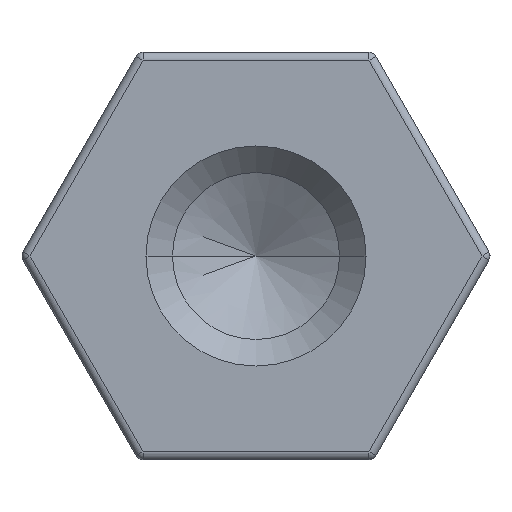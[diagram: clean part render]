
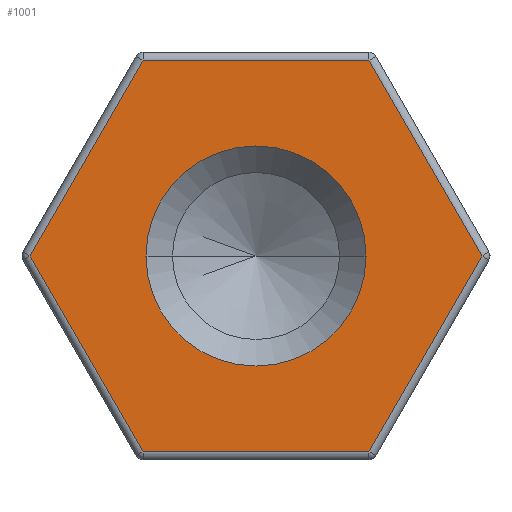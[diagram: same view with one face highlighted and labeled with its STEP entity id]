
A CAD part, left-side view. The second image highlights one B-rep face of the part: STEP entity #1001.
In plain terms, the highlighted planar face has unit normal (-1, 0, 0).
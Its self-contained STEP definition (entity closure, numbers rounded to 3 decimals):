
#1 = CARTESIAN_POINT ( 'NONE',  ( 0., 0., 2.4 ) ) ;
#4 = LINE ( 'NONE', #1311, #1193 ) ;
#15 = ORIENTED_EDGE ( 'NONE', *, *, #268, .T. ) ;
#27 = CARTESIAN_POINT ( 'NONE',  ( 0., 1.386, 2.4 ) ) ;
#43 = AXIS2_PLACEMENT_3D ( 'NONE', #1298, #1294, #1278 ) ;
#56 = VERTEX_POINT ( 'NONE', #959 ) ;
#62 = PLANE ( 'NONE',  #1192 ) ;
#72 = VECTOR ( 'NONE', #273, 1000. ) ;
#80 = EDGE_CURVE ( 'NONE', #56, #1236, #1344, .T. ) ;
#92 = CARTESIAN_POINT ( 'NONE',  ( 0., 1.35, 0. ) ) ;
#98 = EDGE_CURVE ( 'NONE', #306, #1375, #1023, .T. ) ;
#101 = EDGE_CURVE ( 'NONE', #1236, #56, #1286, .T. ) ;
#104 = EDGE_CURVE ( 'NONE', #1375, #141, #427, .T. ) ;
#141 = VERTEX_POINT ( 'NONE', #27 ) ;
#160 = ORIENTED_EDGE ( 'NONE', *, *, #264, .T. ) ;
#170 = AXIS2_PLACEMENT_3D ( 'NONE', #771, #769, #710 ) ;
#179 = FACE_OUTER_BOUND ( 'NONE', #537, .T. ) ;
#188 = DIRECTION ( 'NONE',  ( 1., 0., 0. ) ) ;
#198 = EDGE_LOOP ( 'NONE', ( #346, #1433 ) ) ;
#256 = EDGE_CURVE ( 'NONE', #350, #1290, #932, .T. ) ;
#264 = EDGE_CURVE ( 'NONE', #1290, #306, #4, .T. ) ;
#268 = EDGE_CURVE ( 'NONE', #141, #761, #1417, .T. ) ;
#273 = DIRECTION ( 'NONE',  ( 0., 1., 0. ) ) ;
#274 = EDGE_CURVE ( 'NONE', #761, #350, #894, .T. ) ;
#306 = VERTEX_POINT ( 'NONE', #893 ) ;
#314 = VECTOR ( 'NONE', #1084, 1000. ) ;
#346 = ORIENTED_EDGE ( 'NONE', *, *, #101, .T. ) ;
#350 = VERTEX_POINT ( 'NONE', #374 ) ;
#362 = CARTESIAN_POINT ( 'NONE',  ( 0., 0., 0. ) ) ;
#374 = CARTESIAN_POINT ( 'NONE',  ( 0., 1.386, -2.4 ) ) ;
#427 = LINE ( 'NONE', #1, #72 ) ;
#509 = ORIENTED_EDGE ( 'NONE', *, *, #256, .T. ) ;
#514 = CARTESIAN_POINT ( 'NONE',  ( 0., 2.771, 0. ) ) ;
#537 = EDGE_LOOP ( 'NONE', ( #1337, #1083, #15, #1222, #509, #160 ) ) ;
#598 = CARTESIAN_POINT ( 'NONE',  ( 0., -1.386, 2.4 ) ) ;
#599 = VECTOR ( 'NONE', #1071, 1000. ) ;
#710 = DIRECTION ( 'NONE',  ( 0., 1., 0. ) ) ;
#715 = VECTOR ( 'NONE', #1390, 1000. ) ;
#761 = VERTEX_POINT ( 'NONE', #514 ) ;
#769 = DIRECTION ( 'NONE',  ( 1., 0., 0. ) ) ;
#770 = FACE_BOUND ( 'NONE', #198, .T. ) ;
#771 = CARTESIAN_POINT ( 'NONE',  ( 0., 0., 0. ) ) ;
#893 = CARTESIAN_POINT ( 'NONE',  ( 0., -2.771, 0. ) ) ;
#894 = LINE ( 'NONE', #1031, #1386 ) ;
#932 = LINE ( 'NONE', #1400, #314 ) ;
#959 = CARTESIAN_POINT ( 'NONE',  ( 0., -1.35, 0. ) ) ;
#1001 = ADVANCED_FACE ( 'NONE', ( #179, #770 ), #62, .F. ) ;
#1002 = DIRECTION ( 'NONE',  ( 0., -0.5, -0.866 ) ) ;
#1023 = LINE ( 'NONE', #1327, #715 ) ;
#1031 = CARTESIAN_POINT ( 'NONE',  ( 0., 2.078, -1.2 ) ) ;
#1051 = CARTESIAN_POINT ( 'NONE',  ( 0., -1.386, -2.4 ) ) ;
#1071 = DIRECTION ( 'NONE',  ( 0., 0.5, -0.866 ) ) ;
#1083 = ORIENTED_EDGE ( 'NONE', *, *, #104, .T. ) ;
#1084 = DIRECTION ( 'NONE',  ( 0., -1., 0. ) ) ;
#1094 = CARTESIAN_POINT ( 'NONE',  ( 0., 2.078, 1.2 ) ) ;
#1192 = AXIS2_PLACEMENT_3D ( 'NONE', #362, #188, #1380 ) ;
#1193 = VECTOR ( 'NONE', #1271, 1000. ) ;
#1222 = ORIENTED_EDGE ( 'NONE', *, *, #274, .T. ) ;
#1236 = VERTEX_POINT ( 'NONE', #92 ) ;
#1271 = DIRECTION ( 'NONE',  ( 0., -0.5, 0.866 ) ) ;
#1278 = DIRECTION ( 'NONE',  ( 0., 1., 0. ) ) ;
#1286 = CIRCLE ( 'NONE', #43, 1.35 ) ;
#1290 = VERTEX_POINT ( 'NONE', #1051 ) ;
#1294 = DIRECTION ( 'NONE',  ( 1., 0., 0. ) ) ;
#1298 = CARTESIAN_POINT ( 'NONE',  ( 0., 0., 0. ) ) ;
#1311 = CARTESIAN_POINT ( 'NONE',  ( 0., -2.078, -1.2 ) ) ;
#1327 = CARTESIAN_POINT ( 'NONE',  ( 0., -2.078, 1.2 ) ) ;
#1337 = ORIENTED_EDGE ( 'NONE', *, *, #98, .T. ) ;
#1344 = CIRCLE ( 'NONE', #170, 1.35 ) ;
#1375 = VERTEX_POINT ( 'NONE', #598 ) ;
#1380 = DIRECTION ( 'NONE',  ( 0., 1., 0. ) ) ;
#1386 = VECTOR ( 'NONE', #1002, 1000. ) ;
#1390 = DIRECTION ( 'NONE',  ( 0., 0.5, 0.866 ) ) ;
#1400 = CARTESIAN_POINT ( 'NONE',  ( 0., 0., -2.4 ) ) ;
#1417 = LINE ( 'NONE', #1094, #599 ) ;
#1433 = ORIENTED_EDGE ( 'NONE', *, *, #80, .T. ) ;
